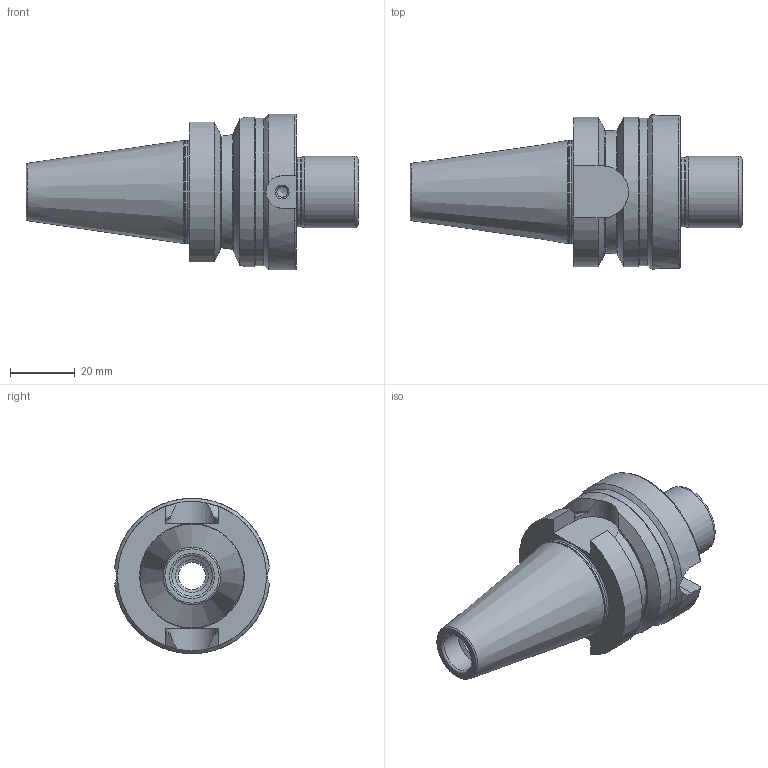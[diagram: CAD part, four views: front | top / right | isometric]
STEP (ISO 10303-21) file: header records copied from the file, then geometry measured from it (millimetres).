
FILE_DESCRIPTION(/* description */ (''),/* implementation_level */ '2;1');
FILE_NAME(/* name */ '7530051-02.stp',/* time_stamp */ '2023-05-22T16:12:42+02:00',/* author */ ('SCHUESSLER'),/* organization */ (''),/* preprocessor_version */ 'ST-DEVELOPER v17.2',/* originating_system */ 'Autodesk Inventor 2019',/* authorisation */ '');
FILE_SCHEMA (('AUTOMOTIVE_DESIGN { 1 0 10303 214 3 1 1 }'));
Length unit declared in the file: millimetre
Products named in the file (1): 7530051-02
Bounding box: 102.4 x 47.75 x 48 mm (x, y, z)
Volume: 72594.3 mm3; surface area: 18286.4 mm2
Topology: 1 solids, 1 shells, 82 faces, 262 edges, 180 vertices
Faces by surface type: cylinder 25, cone 23, plane 20, torus 14
Full cylindrical faces by diameter (mm): 2.5 x4, 3.242 x2, 8.5 x1, 10.2 x1, 10.5 x1, 12.5 x1, 21.4 x1, 22 x1, 31.55 x1, 45.5 x1, 46 x1
Entity records: 3201 total; most frequent: CARTESIAN_POINT 803, DIRECTION 516, ORIENTED_EDGE 512, EDGE_CURVE 256, AXIS2_PLACEMENT_3D 219, VERTEX_POINT 180, CIRCLE 136, EDGE_LOOP 88
